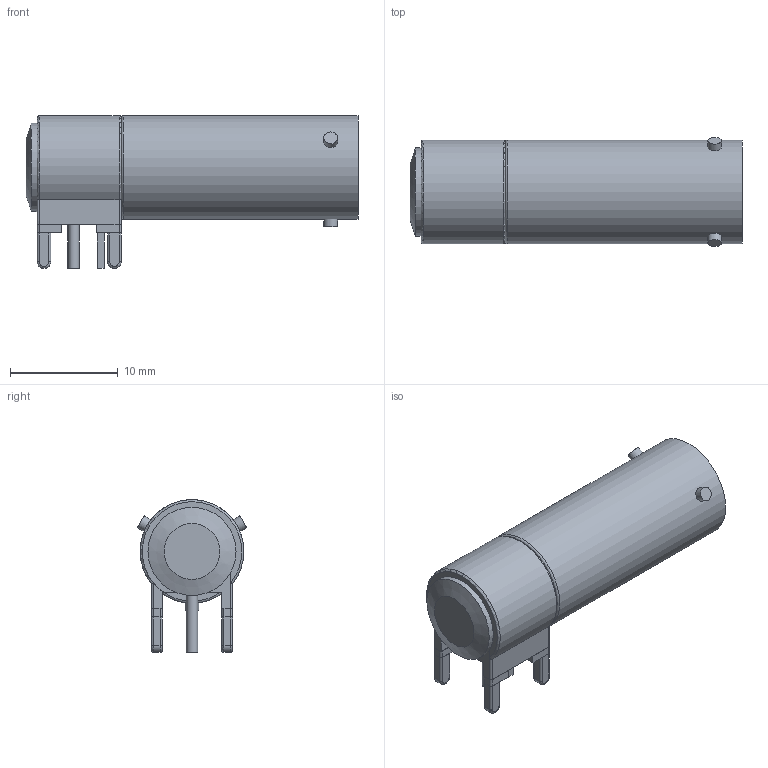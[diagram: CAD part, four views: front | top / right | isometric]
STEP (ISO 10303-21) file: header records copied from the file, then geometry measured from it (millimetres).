
FILE_DESCRIPTION(/* description */ (''),/* implementation_level */ '2;1');
FILE_NAME(/* name */ 'CINCH_CBJR70.stp',/* time_stamp */ '2017-02-15T15:52:22+01:00',/* author */ ('jchouvet'),/* organization */ (''),/* preprocessor_version */ 'ST-DEVELOPER v16.1',/* originating_system */ 'AutoCAD Mechanical',/* authorisation */ '');
FILE_SCHEMA (('AUTOMOTIVE_DESIGN { 1 0 10303 214 3 1 1 }'));
Length unit declared in the file: millimetre
Products named in the file (1): Product
Bounding box: 30.88 x 10.16 x 14.22 mm (x, y, z)
Volume: 2244.1 mm3; surface area: 2972.1 mm2
Topology: 21 solids, 21 shells, 147 faces, 300 edges, 195 vertices
Faces by surface type: plane 87, cylinder 48, torus 11, cone 1
Full cylindrical faces by diameter (mm): 0.6 x1, 0.7 x2, 1.06 x1, 1.27 x3, 2.65 x1, 4.8 x1, 5 x1, 8.2 x4, 9.652 x1
Entity records: 3883 total; most frequent: CARTESIAN_POINT 744, DIRECTION 670, ORIENTED_EDGE 560, EDGE_CURVE 280, AXIS2_PLACEMENT_3D 254, VERTEX_POINT 192, EDGE_LOOP 172, LINE 162
